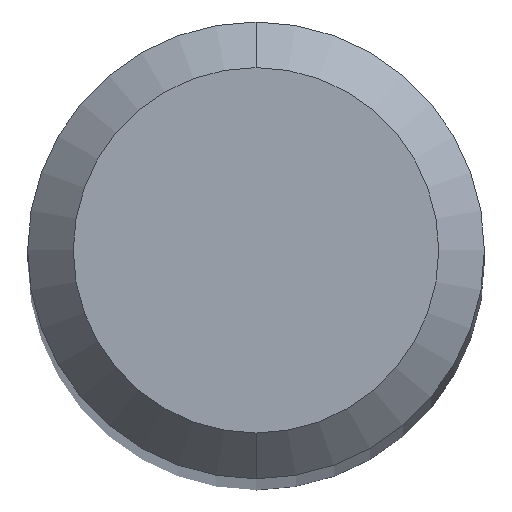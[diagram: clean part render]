
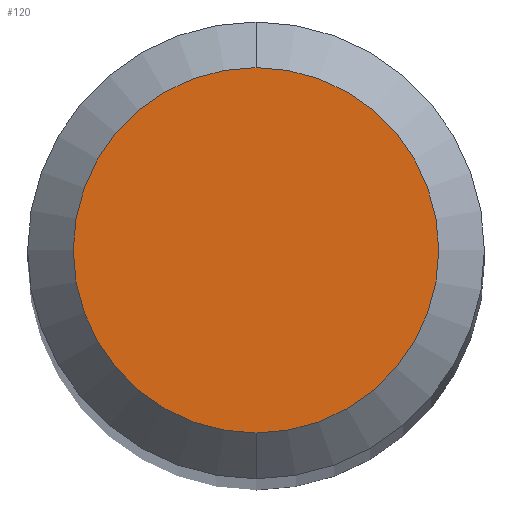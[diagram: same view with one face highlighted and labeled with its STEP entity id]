
A CAD part, top view. The second image highlights one B-rep face of the part: STEP entity #120.
In plain terms, the highlighted planar face has unit normal (0, 0, 1).
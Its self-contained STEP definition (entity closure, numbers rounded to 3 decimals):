
#110=EDGE_CURVE('',#160,#146,#268,.T.);
#120=ADVANCED_FACE('',(#279),#280,.T.);
#146=VERTEX_POINT('',#308);
#160=VERTEX_POINT('',#324);
#196=EDGE_CURVE('',#146,#160,#366,.T.);
#268=CIRCLE('',#438,1.2);
#279=FACE_OUTER_BOUND('',#452,.T.);
#280=PLANE('',#453);
#308=CARTESIAN_POINT('',(0.,-1.2,0.0));
#324=CARTESIAN_POINT('',(0.0,1.2,0.0));
#366=CIRCLE('',#560,1.2);
#438=AXIS2_PLACEMENT_3D('',#634,#635,#636);
#452=EDGE_LOOP('',(#650,#651));
#453=AXIS2_PLACEMENT_3D('',#652,#653,#654);
#560=AXIS2_PLACEMENT_3D('',#762,#763,#764);
#634=CARTESIAN_POINT('',(0.0,0.0,0.0));
#635=DIRECTION('',(0.0,0.0,-1.0));
#636=DIRECTION('',(0.0,1.0,0.0));
#650=ORIENTED_EDGE('',*,*,#110,.F.);
#651=ORIENTED_EDGE('',*,*,#196,.F.);
#652=CARTESIAN_POINT('',(0.0,0.6,0.0));
#653=DIRECTION('',(-0.0,0.0,1.0));
#654=DIRECTION('',(0.0,-1.0,0.0));
#762=CARTESIAN_POINT('',(0.0,0.0,0.0));
#763=DIRECTION('',(0.0,0.0,-1.0));
#764=DIRECTION('',(0.0,1.0,0.0));
